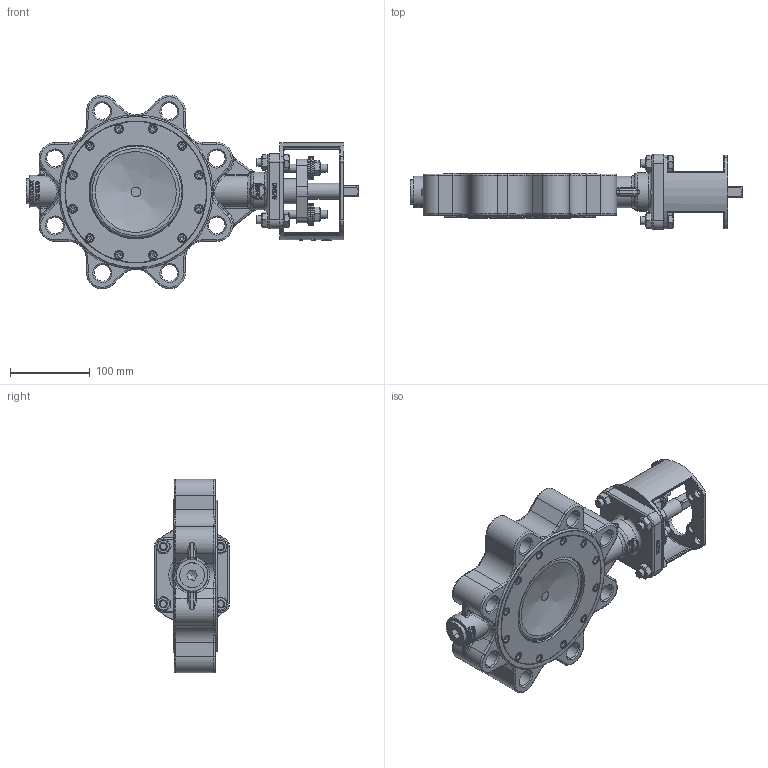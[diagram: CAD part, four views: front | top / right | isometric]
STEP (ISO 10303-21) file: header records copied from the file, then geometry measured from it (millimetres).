
FILE_DESCRIPTION(/* description */ (''),/* implementation_level */ '2;1');
FILE_NAME(/* name */ 'HPE114-DN125 Neu.stp',/* time_stamp */ '2021-02-24T09:36:51+01:00',/* author */ ('hellwig'),/* organization */ (''),/* preprocessor_version */ 'ST-DEVELOPER v16.5',/* originating_system */ 'Autodesk Inventor 2017',/* authorisation */ '');
FILE_SCHEMA (('CONFIG_CONTROL_DESIGN'));
Products named in the file (1): M21729
Bounding box: 417 x 94.27 x 243.19 mm (x, y, z)
Volume: 1997488.5 mm3; surface area: 404776 mm2
Topology: 14 solids, 45 shells, 2154 faces, 5278 edges, 3313 vertices
Faces by surface type: plane 826, cylinder 482, bspline 466, cone 191, torus 170, sphere 19
Full cylindrical faces by diameter (mm): 4.917 x12, 6 x12, 6.6 x12, 8.376 x2, 9 x10, 9.188 x4, 9.2 x2, 10 x24, 10.2 x12, 11 x26, 12.077 x1, 15.4 x4, 20 x3, 20.05 x4, 20.1 x1, 20.2 x4, 20.752 x8, 22.1 x1, 23.2 x3, 23.25 x2, 24.376 x1, 26 x1, 28 x12, 28.2 x2, 31 x1, 31.2 x1, 31.8 x1, 31.9 x1, 32 x2, 40 x1
Entity records: 102032 total; most frequent: CARTESIAN_POINT 54115, ORIENTED_EDGE 9424, DIRECTION 8662, EDGE_CURVE 4700, AXIS2_PLACEMENT_3D 3420, VERTEX_POINT 3164, EDGE_LOOP 2792, STYLED_ITEM 2154
